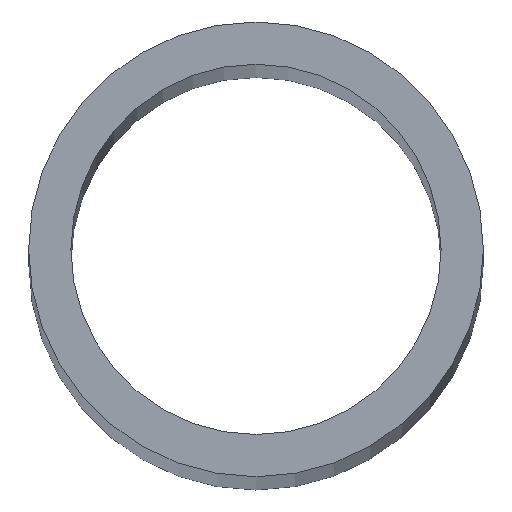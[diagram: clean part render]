
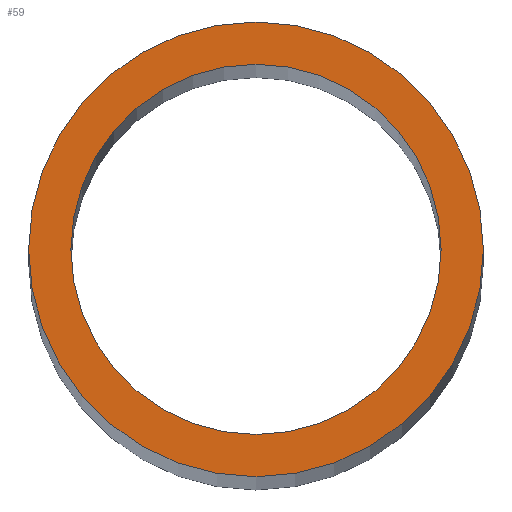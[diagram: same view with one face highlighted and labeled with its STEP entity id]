
A CAD part, top view. The second image highlights one B-rep face of the part: STEP entity #59.
In plain terms, the highlighted planar face has unit normal (0, 0, 1).
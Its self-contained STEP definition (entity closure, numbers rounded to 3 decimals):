
#4 = CARTESIAN_POINT ( 'NONE',  ( 9.75, 0., 400. ) ) ;
#16 = CARTESIAN_POINT ( 'NONE',  ( 0., 0., 400. ) ) ;
#21 = DIRECTION ( 'NONE',  ( 0., 0., 1. ) ) ;
#24 = CARTESIAN_POINT ( 'NONE',  ( -9.75, 0., 400. ) ) ;
#28 = EDGE_CURVE ( 'NONE', #187, #91, #138, .T. ) ;
#37 = PLANE ( 'NONE',  #177 ) ;
#40 = EDGE_CURVE ( 'NONE', #153, #211, #202, .T. ) ;
#54 = DIRECTION ( 'NONE',  ( 1., 0., 0. ) ) ;
#59 = ADVANCED_FACE ( 'NONE', ( #210, #154 ), #37, .T. ) ;
#61 = CARTESIAN_POINT ( 'NONE',  ( 11.975, 0., 400. ) ) ;
#67 = CARTESIAN_POINT ( 'NONE',  ( 0., 0., 400. ) ) ;
#68 = AXIS2_PLACEMENT_3D ( 'NONE', #158, #141, #197 ) ;
#91 = VERTEX_POINT ( 'NONE', #4 ) ;
#96 = CIRCLE ( 'NONE', #130, 9.75 ) ;
#99 = DIRECTION ( 'NONE',  ( 1., 0., 0. ) ) ;
#109 = EDGE_CURVE ( 'NONE', #211, #153, #214, .T. ) ;
#116 = EDGE_LOOP ( 'NONE', ( #151, #136 ) ) ;
#130 = AXIS2_PLACEMENT_3D ( 'NONE', #67, #21, #99 ) ;
#131 = DIRECTION ( 'NONE',  ( 0., 0., 1. ) ) ;
#136 = ORIENTED_EDGE ( 'NONE', *, *, #109, .T. ) ;
#138 = CIRCLE ( 'NONE', #152, 9.75 ) ;
#141 = DIRECTION ( 'NONE',  ( 0., 0., 1. ) ) ;
#144 = AXIS2_PLACEMENT_3D ( 'NONE', #16, #191, #54 ) ;
#151 = ORIENTED_EDGE ( 'NONE', *, *, #40, .T. ) ;
#152 = AXIS2_PLACEMENT_3D ( 'NONE', #228, #131, #189 ) ;
#153 = VERTEX_POINT ( 'NONE', #195 ) ;
#154 = FACE_BOUND ( 'NONE', #169, .T. ) ;
#158 = CARTESIAN_POINT ( 'NONE',  ( 0., 0., 400. ) ) ;
#169 = EDGE_LOOP ( 'NONE', ( #247, #209 ) ) ;
#176 = EDGE_CURVE ( 'NONE', #91, #187, #96, .T. ) ;
#177 = AXIS2_PLACEMENT_3D ( 'NONE', #216, #237, #217 ) ;
#187 = VERTEX_POINT ( 'NONE', #24 ) ;
#189 = DIRECTION ( 'NONE',  ( 1., 0., 0. ) ) ;
#191 = DIRECTION ( 'NONE',  ( 0., 0., 1. ) ) ;
#195 = CARTESIAN_POINT ( 'NONE',  ( -11.975, 0., 400. ) ) ;
#197 = DIRECTION ( 'NONE',  ( 1., 0., 0. ) ) ;
#202 = CIRCLE ( 'NONE', #144, 11.975 ) ;
#209 = ORIENTED_EDGE ( 'NONE', *, *, #176, .F. ) ;
#210 = FACE_OUTER_BOUND ( 'NONE', #116, .T. ) ;
#211 = VERTEX_POINT ( 'NONE', #61 ) ;
#214 = CIRCLE ( 'NONE', #68, 11.975 ) ;
#216 = CARTESIAN_POINT ( 'NONE',  ( 0., 0., 400. ) ) ;
#217 = DIRECTION ( 'NONE',  ( 1., 0., 0. ) ) ;
#228 = CARTESIAN_POINT ( 'NONE',  ( 0., 0., 400. ) ) ;
#237 = DIRECTION ( 'NONE',  ( 0., 0., 1. ) ) ;
#247 = ORIENTED_EDGE ( 'NONE', *, *, #28, .F. ) ;
